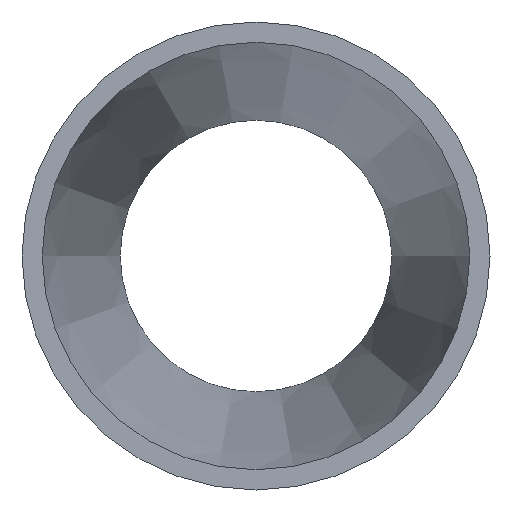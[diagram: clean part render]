
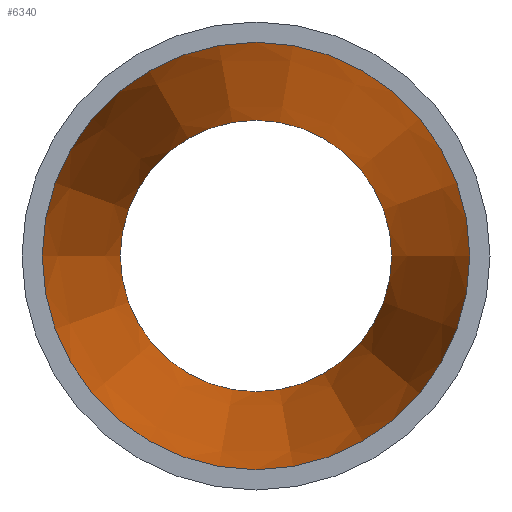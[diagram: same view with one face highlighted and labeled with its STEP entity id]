
A CAD part, left-side view. The second image highlights one B-rep face of the part: STEP entity #6340.
In plain terms, the highlighted conical face has half-angle 7.125 degrees and reference radius 14.224 mm.
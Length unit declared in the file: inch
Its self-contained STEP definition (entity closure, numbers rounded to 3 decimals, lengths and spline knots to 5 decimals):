
#91=FACE_BOUND('',#1131,.T.);
#750=FACE_OUTER_BOUND('',#1130,.T.);
#1130=EDGE_LOOP('',(#5930));
#1131=EDGE_LOOP('',(#5931));
#2489=CIRCLE('',#6706,0.435);
#2490=CIRCLE('',#6708,0.685);
#3117=VERTEX_POINT('',#13771);
#3118=VERTEX_POINT('',#13774);
#4057=EDGE_CURVE('',#3117,#3117,#2489,.T.);
#4058=EDGE_CURVE('',#3118,#3118,#2490,.T.);
#5930=ORIENTED_EDGE('',*,*,#4058,.F.);
#5931=ORIENTED_EDGE('',*,*,#4057,.T.);
#5970=CONICAL_SURFACE('',#6707,0.56,7.125);
#6340=ADVANCED_FACE('',(#750,#91),#5970,.F.);
#6706=AXIS2_PLACEMENT_3D('',#13772,#7893,#7894);
#6707=AXIS2_PLACEMENT_3D('',#13773,#7895,#7896);
#6708=AXIS2_PLACEMENT_3D('',#13775,#7897,#7898);
#7893=DIRECTION('center_axis',(1.,0.,0.));
#7894=DIRECTION('ref_axis',(0.,-1.,0.));
#7895=DIRECTION('center_axis',(-1.,0.,0.));
#7896=DIRECTION('ref_axis',(0.,-1.,0.));
#7897=DIRECTION('center_axis',(1.,0.,0.));
#7898=DIRECTION('ref_axis',(0.,-1.,0.));
#13771=CARTESIAN_POINT('',(2.,-0.435,0.));
#13772=CARTESIAN_POINT('Origin',(2.,0.,0.));
#13773=CARTESIAN_POINT('Origin',(1.,0.,0.));
#13774=CARTESIAN_POINT('',(0.,-0.685,0.));
#13775=CARTESIAN_POINT('Origin',(0.,0.,0.));
